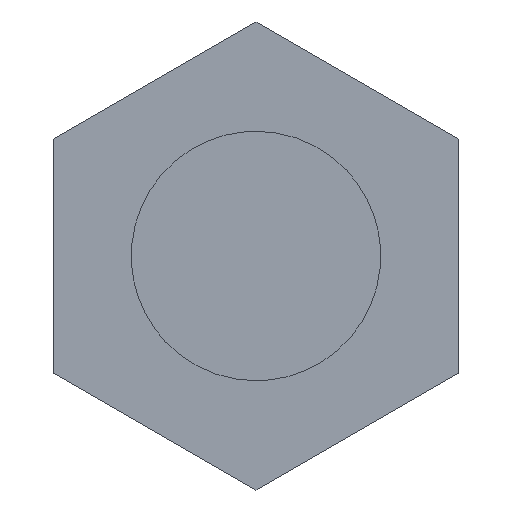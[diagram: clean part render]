
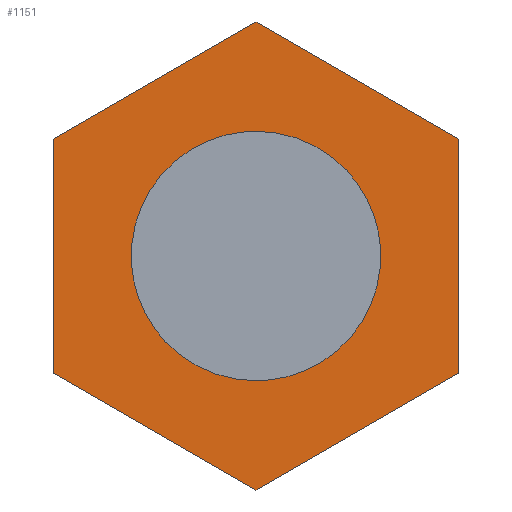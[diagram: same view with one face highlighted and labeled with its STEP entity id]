
A CAD part, left-side view. The second image highlights one B-rep face of the part: STEP entity #1151.
In plain terms, the highlighted free-form (B-spline) face has degree [1, 1] with [2, 2] control points.
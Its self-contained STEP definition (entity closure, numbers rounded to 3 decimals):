
#79=CARTESIAN_POINT('',(0.,-3.988,0.314));
#80=VERTEX_POINT('',#79);
#86=CARTESIAN_POINT('',(0.0,0.0,4.0));
#87=VERTEX_POINT('',#86);
#88=CARTESIAN_POINT('',(0.0,0.0,4.0));
#89=CARTESIAN_POINT('',(0.0,-3.698,4.0));
#90=CARTESIAN_POINT('',(0.,-3.988,0.314));
#98=(BOUNDED_CURVE()B_SPLINE_CURVE(2,(#88,#89,#90),.UNSPECIFIED.,.F.,.U.)B_SPLINE_CURVE_WITH_KNOTS((3,3),(0.0,0.236),.UNSPECIFIED.)CURVE()GEOMETRIC_REPRESENTATION_ITEM()RATIONAL_B_SPLINE_CURVE((1.0,0.723,0.97))REPRESENTATION_ITEM(''));
#99=EDGE_CURVE('',#87,#80,#98,.T.);
#101=CARTESIAN_POINT('',(0.,3.988,-0.314));
#102=VERTEX_POINT('',#101);
#103=CARTESIAN_POINT('',(0.,3.988,-0.314));
#104=CARTESIAN_POINT('',(0.0,4.,-0.157));
#105=CARTESIAN_POINT('',(0.0,4.0,0.0));
#106=CARTESIAN_POINT('',(0.0,4.,4.));
#107=CARTESIAN_POINT('',(0.0,0.0,4.0));
#115=(BOUNDED_CURVE()B_SPLINE_CURVE(2,(#103,#104,#105,#106,#107),.UNSPECIFIED.,.F.,.U.)B_SPLINE_CURVE_WITH_KNOTS((3,2,3),(0.736,0.75,1.0),.UNSPECIFIED.)CURVE()GEOMETRIC_REPRESENTATION_ITEM()RATIONAL_B_SPLINE_CURVE((0.97,0.984,1.0,0.707,1.0))REPRESENTATION_ITEM(''));
#116=EDGE_CURVE('',#102,#87,#115,.T.);
#192=CARTESIAN_POINT('',(0.0,0.0,-4.0));
#193=VERTEX_POINT('',#192);
#194=CARTESIAN_POINT('',(0.0,0.0,-4.0));
#195=CARTESIAN_POINT('',(0.0,3.698,-4.0));
#196=CARTESIAN_POINT('',(0.,3.988,-0.314));
#204=(BOUNDED_CURVE()B_SPLINE_CURVE(2,(#194,#195,#196),.UNSPECIFIED.,.F.,.U.)B_SPLINE_CURVE_WITH_KNOTS((3,3),(0.5,0.736),.UNSPECIFIED.)CURVE()GEOMETRIC_REPRESENTATION_ITEM()RATIONAL_B_SPLINE_CURVE((1.0,0.723,0.97))REPRESENTATION_ITEM(''));
#205=EDGE_CURVE('',#193,#102,#204,.T.);
#207=CARTESIAN_POINT('',(0.,-3.988,0.314));
#208=CARTESIAN_POINT('',(0.0,-4.,0.157));
#209=CARTESIAN_POINT('',(0.0,-4.0,0.0));
#210=CARTESIAN_POINT('',(0.0,-4.,-4.));
#211=CARTESIAN_POINT('',(0.0,0.0,-4.0));
#219=(BOUNDED_CURVE()B_SPLINE_CURVE(2,(#207,#208,#209,#210,#211),.UNSPECIFIED.,.F.,.U.)B_SPLINE_CURVE_WITH_KNOTS((3,2,3),(0.236,0.25,0.5),.UNSPECIFIED.)CURVE()GEOMETRIC_REPRESENTATION_ITEM()RATIONAL_B_SPLINE_CURVE((0.97,0.984,1.0,0.707,1.0))REPRESENTATION_ITEM(''));
#220=EDGE_CURVE('',#80,#193,#219,.T.);
#604=CARTESIAN_POINT('',(0.0,6.5,3.753));
#605=VERTEX_POINT('',#604);
#611=CARTESIAN_POINT('',(0.0,0.0,7.506));
#612=VERTEX_POINT('',#611);
#613=CARTESIAN_POINT('',(0.0,0.0,7.506));
#614=CARTESIAN_POINT('',(0.0,6.5,3.753));
#615=QUASI_UNIFORM_CURVE('',1,(#613,#614),.UNSPECIFIED.,.F.,.U.);
#616=EDGE_CURVE('',#612,#605,#615,.T.);
#664=CARTESIAN_POINT('',(0.0,6.5,-3.753));
#665=VERTEX_POINT('',#664);
#671=CARTESIAN_POINT('',(0.0,6.5,3.753));
#672=CARTESIAN_POINT('',(0.0,6.5,-3.753));
#673=QUASI_UNIFORM_CURVE('',1,(#671,#672),.UNSPECIFIED.,.F.,.U.);
#674=EDGE_CURVE('',#605,#665,#673,.T.);
#718=CARTESIAN_POINT('',(0.0,0.0,-7.506));
#719=VERTEX_POINT('',#718);
#725=CARTESIAN_POINT('',(0.0,6.5,-3.753));
#726=CARTESIAN_POINT('',(0.0,0.0,-7.506));
#727=QUASI_UNIFORM_CURVE('',1,(#725,#726),.UNSPECIFIED.,.F.,.U.);
#728=EDGE_CURVE('',#665,#719,#727,.T.);
#772=CARTESIAN_POINT('',(0.0,-6.5,-3.753));
#773=VERTEX_POINT('',#772);
#779=CARTESIAN_POINT('',(0.0,0.0,-7.506));
#780=CARTESIAN_POINT('',(0.0,-6.5,-3.753));
#781=QUASI_UNIFORM_CURVE('',1,(#779,#780),.UNSPECIFIED.,.F.,.U.);
#782=EDGE_CURVE('',#719,#773,#781,.T.);
#824=CARTESIAN_POINT('',(0.0,-6.5,3.753));
#825=VERTEX_POINT('',#824);
#831=CARTESIAN_POINT('',(0.0,-6.5,-3.753));
#832=CARTESIAN_POINT('',(0.0,-6.5,3.753));
#833=QUASI_UNIFORM_CURVE('',1,(#831,#832),.UNSPECIFIED.,.F.,.U.);
#834=EDGE_CURVE('',#773,#825,#833,.T.);
#877=CARTESIAN_POINT('',(0.0,-6.5,3.753));
#878=CARTESIAN_POINT('',(0.0,0.0,7.506));
#879=QUASI_UNIFORM_CURVE('',1,(#877,#878),.UNSPECIFIED.,.F.,.U.);
#880=EDGE_CURVE('',#825,#612,#879,.T.);
#1132=CARTESIAN_POINT('',(0.0,-7.149,8.255));
#1133=CARTESIAN_POINT('',(0.0,7.149,8.255));
#1134=CARTESIAN_POINT('',(0.0,-7.149,-8.255));
#1135=CARTESIAN_POINT('',(0.0,7.149,-8.255));
#1136=B_SPLINE_SURFACE_WITH_KNOTS('',1,1,((#1132,#1134),(#1133,#1135)),.UNSPECIFIED.,.F.,.F.,.U.,(2,2),(2,2),(0.0,14.299),(0.0,16.511),.UNSPECIFIED.);
#1137=ORIENTED_EDGE('',*,*,#616,.T.);
#1138=ORIENTED_EDGE('',*,*,#674,.T.);
#1139=ORIENTED_EDGE('',*,*,#728,.T.);
#1140=ORIENTED_EDGE('',*,*,#782,.T.);
#1141=ORIENTED_EDGE('',*,*,#834,.T.);
#1142=ORIENTED_EDGE('',*,*,#880,.T.);
#1143=EDGE_LOOP('',(#1137,#1138,#1139,#1140,#1141,#1142));
#1144=FACE_OUTER_BOUND('',#1143,.T.);
#1145=ORIENTED_EDGE('',*,*,#205,.T.);
#1146=ORIENTED_EDGE('',*,*,#116,.T.);
#1147=ORIENTED_EDGE('',*,*,#99,.T.);
#1148=ORIENTED_EDGE('',*,*,#220,.T.);
#1149=EDGE_LOOP('',(#1145,#1146,#1147,#1148));
#1150=FACE_BOUND('',#1149,.T.);
#1151=ADVANCED_FACE('',(#1144,#1150),#1136,.T.);
